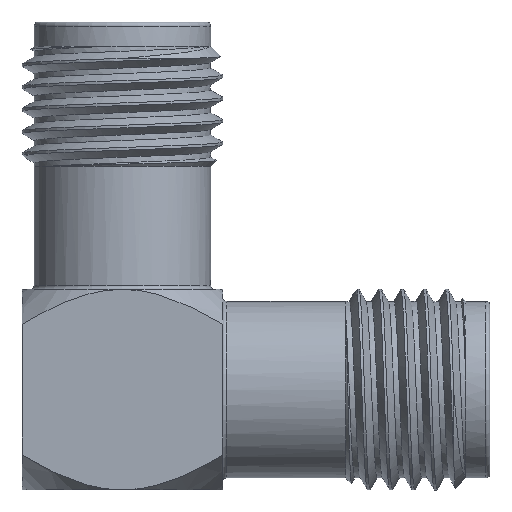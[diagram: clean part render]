
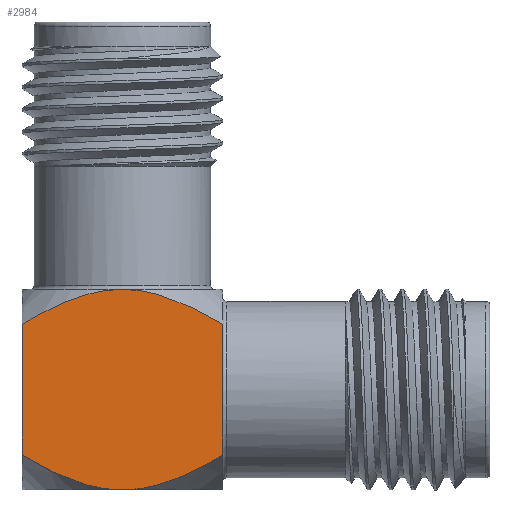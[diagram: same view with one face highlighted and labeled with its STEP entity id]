
A CAD part, front view. The second image highlights one B-rep face of the part: STEP entity #2984.
In plain terms, the highlighted planar face has unit normal (0, -1, 0).
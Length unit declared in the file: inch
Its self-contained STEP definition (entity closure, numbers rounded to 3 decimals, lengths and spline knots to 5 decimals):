
#23 = DIRECTION ( 'NONE',  ( 0., 1., 0. ) ) ;
#144 = CARTESIAN_POINT ( 'NONE',  ( -0.04426, -0.125, 0.11897 ) ) ;
#157 = AXIS2_PLACEMENT_3D ( 'NONE', #4528, #23, #1514 ) ;
#214 = B_SPLINE_CURVE_WITH_KNOTS ( 'NONE', 3,
 ( #2339, #1220, #3541, #484, #3084, #1647, #4709, #2781 ),
 .UNSPECIFIED., .F., .F.,
 ( 4, 2, 2, 4 ),
 ( 0.00835, 0.01004, 0.01089, 0.01173 ),
 .UNSPECIFIED. ) ;
#267 = CARTESIAN_POINT ( 'NONE',  ( 0.125, -0.125, 0.08155 ) ) ;
#270 = CARTESIAN_POINT ( 'NONE',  ( -0.01111, -0.125, -0.125 ) ) ;
#297 = CARTESIAN_POINT ( 'NONE',  ( -0.125, -0.125, -0.08155 ) ) ;
#484 = CARTESIAN_POINT ( 'NONE',  ( 0.05487, -0.125, -0.1156 ) ) ;
#581 = EDGE_CURVE ( 'NONE', #854, #3005, #1743, .T. ) ;
#656 = CARTESIAN_POINT ( 'NONE',  ( 0.08597, -0.125, 0.10353 ) ) ;
#743 = VECTOR ( 'NONE', #4347, 39.37008 ) ;
#854 = VERTEX_POINT ( 'NONE', #267 ) ;
#887 = CARTESIAN_POINT ( 'NONE',  ( -0.01111, -0.125, 0.125 ) ) ;
#900 = CARTESIAN_POINT ( 'NONE',  ( 0., -0.125, -0.125 ) ) ;
#902 = CARTESIAN_POINT ( 'NONE',  ( 0., -0.125, 0.125 ) ) ;
#1034 = ORIENTED_EDGE ( 'NONE', *, *, #2858, .F. ) ;
#1059 = ORIENTED_EDGE ( 'NONE', *, *, #4436, .F. ) ;
#1069 = EDGE_CURVE ( 'NONE', #2969, #3090, #2427, .T. ) ;
#1079 = CARTESIAN_POINT ( 'NONE',  ( -0.125, -0.125, 0.08155 ) ) ;
#1220 = CARTESIAN_POINT ( 'NONE',  ( 0.10583, -0.125, -0.09293 ) ) ;
#1255 = B_SPLINE_CURVE_WITH_KNOTS ( 'NONE', 3,
 ( #1767, #2119, #2873, #1796, #2529, #656, #4066, #3712 ),
 .UNSPECIFIED., .F., .F.,
 ( 4, 2, 2, 4 ),
 ( 0.00698, 0.00783, 0.00868, 0.01037 ),
 .UNSPECIFIED. ) ;
#1268 = CARTESIAN_POINT ( 'NONE',  ( -0.04426, -0.125, -0.11897 ) ) ;
#1400 = CARTESIAN_POINT ( 'NONE',  ( -0.125, -0.125, -0.08155 ) ) ;
#1514 = DIRECTION ( 'NONE',  ( 0., 0., 1. ) ) ;
#1568 = EDGE_CURVE ( 'NONE', #2920, #854, #1255, .T. ) ;
#1625 = CARTESIAN_POINT ( 'NONE',  ( -0.08595, -0.125, 0.10354 ) ) ;
#1647 = CARTESIAN_POINT ( 'NONE',  ( 0.02225, -0.125, -0.12372 ) ) ;
#1663 = CARTESIAN_POINT ( 'NONE',  ( -0.10583, -0.125, -0.09293 ) ) ;
#1665 = CARTESIAN_POINT ( 'NONE',  ( -0.02237, -0.125, 0.1237 ) ) ;
#1743 = LINE ( 'NONE', #3553, #743 ) ;
#1767 = CARTESIAN_POINT ( 'NONE',  ( 0., -0.125, 0.125 ) ) ;
#1796 = CARTESIAN_POINT ( 'NONE',  ( 0.04426, -0.125, 0.11898 ) ) ;
#1886 = CARTESIAN_POINT ( 'NONE',  ( 0.125, -0.125, -0.08155 ) ) ;
#2059 = CARTESIAN_POINT ( 'NONE',  ( -0.02237, -0.125, -0.1237 ) ) ;
#2119 = CARTESIAN_POINT ( 'NONE',  ( 0.01111, -0.125, 0.125 ) ) ;
#2339 = CARTESIAN_POINT ( 'NONE',  ( 0.125, -0.125, -0.08155 ) ) ;
#2363 = CARTESIAN_POINT ( 'NONE',  ( 0., -0.125, -0.125 ) ) ;
#2425 = B_SPLINE_CURVE_WITH_KNOTS ( 'NONE', 3,
 ( #3700, #2823, #1625, #3129, #144, #1665, #887, #3510 ),
 .UNSPECIFIED., .F., .F.,
 ( 4, 2, 2, 4 ),
 ( 0.00359, 0.00528, 0.00613, 0.00698 ),
 .UNSPECIFIED. ) ;
#2426 = ORIENTED_EDGE ( 'NONE', *, *, #1568, .F. ) ;
#2427 = LINE ( 'NONE', #2800, #4235 ) ;
#2529 = CARTESIAN_POINT ( 'NONE',  ( 0.05487, -0.125, 0.1156 ) ) ;
#2781 = CARTESIAN_POINT ( 'NONE',  ( 0., -0.125, -0.125 ) ) ;
#2800 = CARTESIAN_POINT ( 'NONE',  ( -0.125, -0.125, 0.125 ) ) ;
#2823 = CARTESIAN_POINT ( 'NONE',  ( -0.10583, -0.125, 0.09293 ) ) ;
#2858 = EDGE_CURVE ( 'NONE', #2969, #2920, #2425, .T. ) ;
#2873 = CARTESIAN_POINT ( 'NONE',  ( 0.02225, -0.125, 0.12372 ) ) ;
#2920 = VERTEX_POINT ( 'NONE', #902 ) ;
#2969 = VERTEX_POINT ( 'NONE', #1079 ) ;
#2984 = ADVANCED_FACE ( 'NONE', ( #4616 ), #4826, .F. ) ;
#3005 = VERTEX_POINT ( 'NONE', #1886 ) ;
#3084 = CARTESIAN_POINT ( 'NONE',  ( 0.04426, -0.125, -0.11898 ) ) ;
#3090 = VERTEX_POINT ( 'NONE', #297 ) ;
#3129 = CARTESIAN_POINT ( 'NONE',  ( -0.05485, -0.125, 0.11561 ) ) ;
#3241 = EDGE_CURVE ( 'NONE', #4592, #3090, #3869, .T. ) ;
#3510 = CARTESIAN_POINT ( 'NONE',  ( 0., -0.125, 0.125 ) ) ;
#3541 = CARTESIAN_POINT ( 'NONE',  ( 0.08597, -0.125, -0.10353 ) ) ;
#3553 = CARTESIAN_POINT ( 'NONE',  ( 0.125, -0.125, 0.125 ) ) ;
#3610 = ORIENTED_EDGE ( 'NONE', *, *, #581, .F. ) ;
#3700 = CARTESIAN_POINT ( 'NONE',  ( -0.125, -0.125, 0.08155 ) ) ;
#3712 = CARTESIAN_POINT ( 'NONE',  ( 0.125, -0.125, 0.08155 ) ) ;
#3869 = B_SPLINE_CURVE_WITH_KNOTS ( 'NONE', 3,
 ( #900, #270, #2059, #1268, #4707, #4421, #1663, #1400 ),
 .UNSPECIFIED., .F., .F.,
 ( 4, 2, 2, 4 ),
 ( 0.01173, 0.01258, 0.01342, 0.01512 ),
 .UNSPECIFIED. ) ;
#4066 = CARTESIAN_POINT ( 'NONE',  ( 0.10583, -0.125, 0.09293 ) ) ;
#4097 = EDGE_LOOP ( 'NONE', ( #1059, #3610, #2426, #1034, #4466, #4833 ) ) ;
#4235 = VECTOR ( 'NONE', #4503, 39.37008 ) ;
#4347 = DIRECTION ( 'NONE',  ( 0., 0., -1. ) ) ;
#4421 = CARTESIAN_POINT ( 'NONE',  ( -0.08595, -0.125, -0.10354 ) ) ;
#4436 = EDGE_CURVE ( 'NONE', #3005, #4592, #214, .T. ) ;
#4466 = ORIENTED_EDGE ( 'NONE', *, *, #1069, .T. ) ;
#4503 = DIRECTION ( 'NONE',  ( 0., 0., -1. ) ) ;
#4528 = CARTESIAN_POINT ( 'NONE',  ( -0.125, -0.125, 0.125 ) ) ;
#4592 = VERTEX_POINT ( 'NONE', #2363 ) ;
#4616 = FACE_OUTER_BOUND ( 'NONE', #4097, .T. ) ;
#4707 = CARTESIAN_POINT ( 'NONE',  ( -0.05485, -0.125, -0.11561 ) ) ;
#4709 = CARTESIAN_POINT ( 'NONE',  ( 0.01111, -0.125, -0.125 ) ) ;
#4826 = PLANE ( 'NONE',  #157 ) ;
#4833 = ORIENTED_EDGE ( 'NONE', *, *, #3241, .F. ) ;
